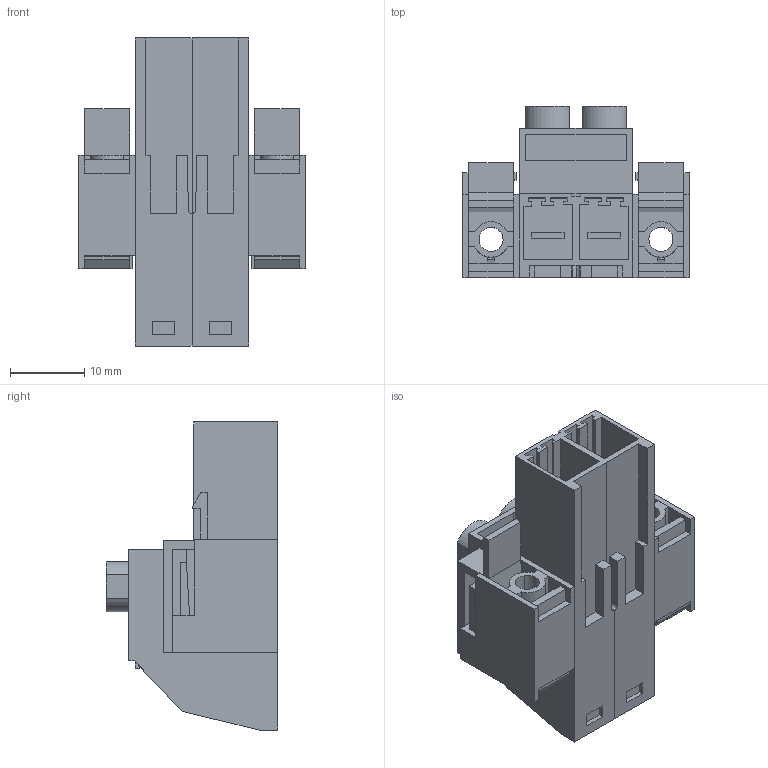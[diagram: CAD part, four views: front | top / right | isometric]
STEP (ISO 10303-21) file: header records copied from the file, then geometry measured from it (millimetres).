
FILE_DESCRIPTION(('CATIA V5 STEP Exchange','CAx-IF Rec.Pracs.--- Model Styling and Organization---1.4--- 2014-01-23'),'2;1');
FILE_NAME ('D1459480_1_1932070000_1932070000.stp','2023-02-01T14:50:31+00:00',('none'),('Weidmueller'),'CATIA Version 5-6 Release 2016 SP3 HF44','CATIA V5 STEP AP214','none');
FILE_SCHEMA(('AUTOMOTIVE_DESIGN { 1 0 10303 214 1 1 1 1 }'));
Length unit declared in the file: millimetre
Products named in the file (1): 1932070000
Bounding box: 30.48 x 23.1 x 41.45 mm (x, y, z)
Volume: 8559.3 mm3; surface area: 9659.5 mm2
Topology: 9 solids, 9 shells, 363 faces, 999 edges, 661 vertices
Faces by surface type: plane 339, cylinder 24
Entity records: 11215 total; most frequent: ORIENTED_EDGE 1998, CARTESIAN_POINT 1987, DIRECTION 1546, EDGE_CURVE 999, VECTOR 938, LINE 938, VERTEX_POINT 661, EDGE_LOOP 378
